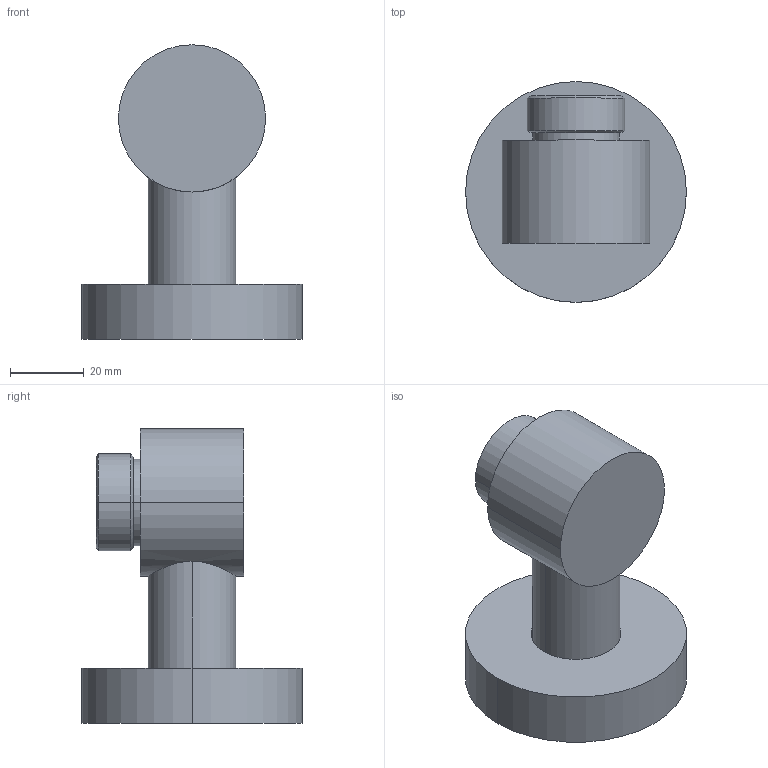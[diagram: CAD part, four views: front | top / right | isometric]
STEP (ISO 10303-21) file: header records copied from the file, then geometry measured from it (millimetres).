
FILE_DESCRIPTION((''),'2;1');
FILE_NAME('ZCOL841CR','2021-06-21T17:22:14',('ut3'),('PAFFONI SpA'),'CREO PARAMETRIC BY PTC INC, 2020044','CREO PARAMETRIC BY PTC INC, 2020044','');
FILE_SCHEMA(('CONFIG_CONTROL_DESIGN','SHAPE_APPEARANCE_LAYERS_GROUPS'));
Length unit declared in the file: millimetre
Products named in the file (1): ZCOL841CR
Bounding box: 60 x 60 x 80 mm (x, y, z)
Volume: 56980.5 mm3; surface area: 25206.4 mm2
Topology: 2 solids, 2 shells, 56 faces, 120 edges, 75 vertices
Faces by surface type: cylinder 29, plane 13, cone 8, torus 6
Entity records: 2125 total; most frequent: CARTESIAN_POINT 349, DIRECTION 294, ORIENTED_EDGE 236, AXIS2_PLACEMENT_3D 129, EDGE_CURVE 118, VERTEX_POINT 75, CIRCLE 73, EDGE_LOOP 69
